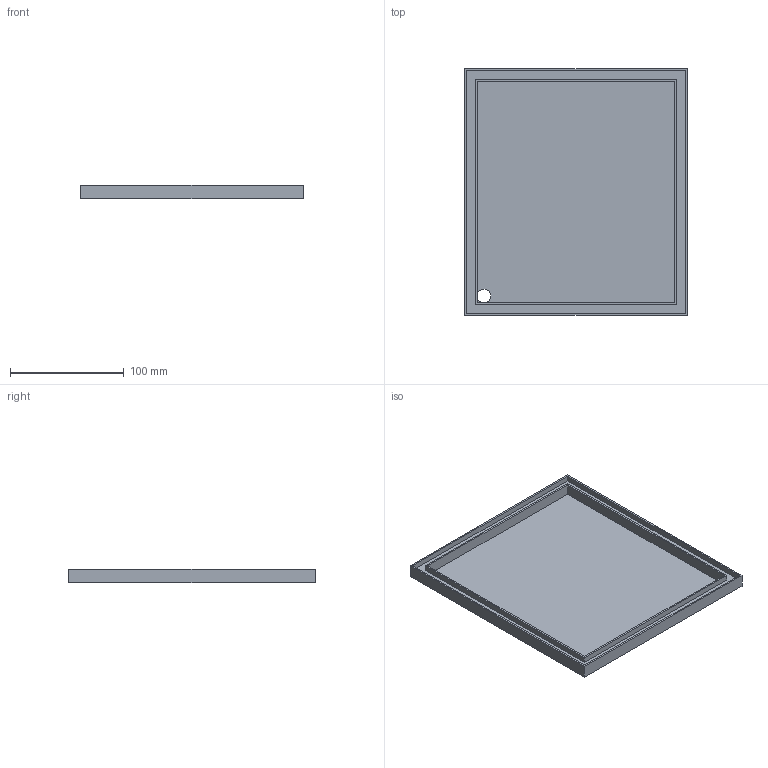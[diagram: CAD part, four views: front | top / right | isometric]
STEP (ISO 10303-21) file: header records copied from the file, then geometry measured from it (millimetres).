
FILE_DESCRIPTION (( 'STEP AP214' ), '1' );
FILE_NAME ('chão sem furos.STEP', '2024-09-05T14:48:46', ( '' ), ( '' ), 'SwSTEP 2.0', 'SolidWorks 2023', '' );
FILE_SCHEMA (( 'AUTOMOTIVE_DESIGN' ));
Length unit declared in the file: millimetre
Products named in the file (1): chão sem furos
Bounding box: 196.15 x 217.16 x 11.6 mm (x, y, z)
Volume: 93019.4 mm3; surface area: 117657.1 mm2
Topology: 1 solids, 1 shells, 34 faces, 81 edges, 53 vertices
Faces by surface type: plane 32, cylinder 2
Entity records: 993 total; most frequent: CARTESIAN_POINT 169, ORIENTED_EDGE 162, DIRECTION 156, EDGE_CURVE 81, VECTOR 76, LINE 76, VERTEX_POINT 53, AXIS2_PLACEMENT_3D 40
